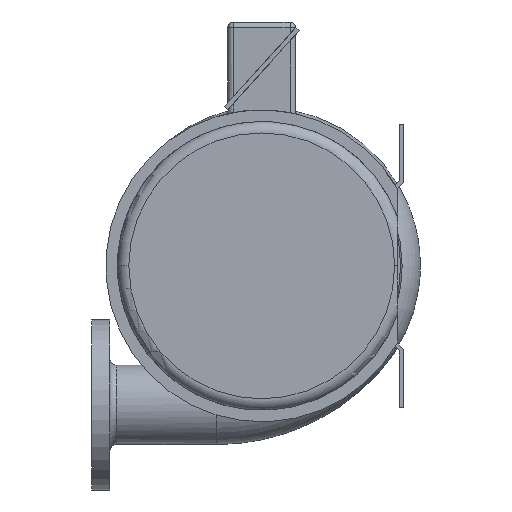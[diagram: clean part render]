
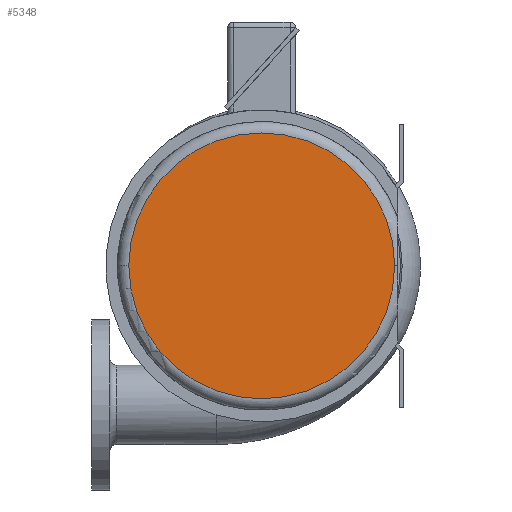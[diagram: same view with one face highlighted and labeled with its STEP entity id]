
A CAD part, left-side view. The second image highlights one B-rep face of the part: STEP entity #5348.
In plain terms, the highlighted planar face has unit normal (-1, 0, 0).
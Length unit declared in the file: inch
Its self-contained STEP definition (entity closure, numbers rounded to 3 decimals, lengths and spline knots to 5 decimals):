
#3886=CARTESIAN_POINT('',(-26.75,0.,0.));
#3887=DIRECTION('',(-1.,0.,0.));
#3888=DIRECTION('',(0.,1.,0.));
#3889=AXIS2_PLACEMENT_3D('',#3886,#3887,#3888);
#3894=CARTESIAN_POINT('',(-26.75,0.,0.));
#3895=DIRECTION('',(-1.,0.,0.));
#3896=DIRECTION('',(0.,-1.,0.));
#3897=AXIS2_PLACEMENT_3D('',#3894,#3895,#3896);
#5252=CARTESIAN_POINT('',(-26.75,5.85937,0.));
#5253=CARTESIAN_POINT('',(-26.75,-5.85937,0.));
#5254=VERTEX_POINT('',#5252);
#5255=VERTEX_POINT('',#5253);
#5337=CARTESIAN_POINT('',(-26.75,0.,0.));
#5338=DIRECTION('',(1.,0.,0.));
#5339=DIRECTION('',(0.,-1.,0.));
#5340=AXIS2_PLACEMENT_3D('',#5337,#5338,#5339);
#5341=PLANE('',#5340);
#5343=ORIENTED_EDGE('',*,*,#5342,.F.);
#5345=ORIENTED_EDGE('',*,*,#5344,.F.);
#5346=EDGE_LOOP('',(#5343,#5345));
#5347=FACE_OUTER_BOUND('',#5346,.F.);
#3890=CIRCLE('',#3889,5.85937);
#3898=CIRCLE('',#3897,5.85937);
#5342=EDGE_CURVE('',#5254,#5255,#3890,.T.);
#5344=EDGE_CURVE('',#5255,#5254,#3898,.T.);
#5348=ADVANCED_FACE('',(#5347),#5341,.F.);
